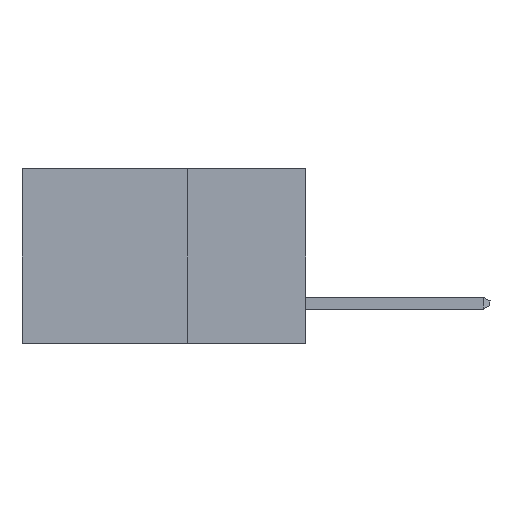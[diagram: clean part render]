
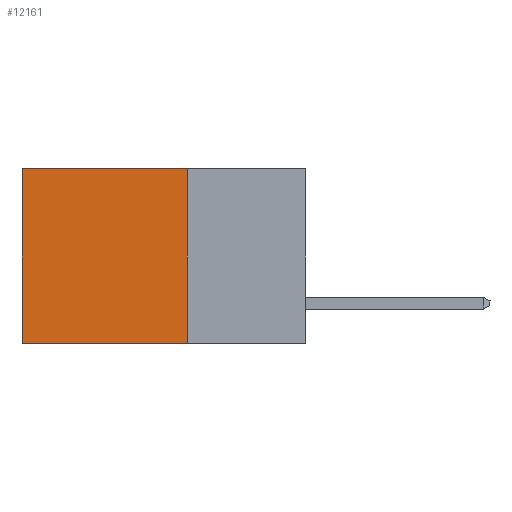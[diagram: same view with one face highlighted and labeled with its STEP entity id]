
A CAD part, left-side view. The second image highlights one B-rep face of the part: STEP entity #12161.
In plain terms, the highlighted planar face has unit normal (-1, 0, 0).
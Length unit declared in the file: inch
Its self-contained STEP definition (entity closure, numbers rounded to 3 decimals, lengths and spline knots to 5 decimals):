
#759 = AXIS2_PLACEMENT_3D ( 'NONE', #1864, #14299, #7557 ) ;
#1732 = CARTESIAN_POINT ( 'NONE',  ( 0.2615, 0.6, -0.37 ) ) ;
#1864 = CARTESIAN_POINT ( 'NONE',  ( 0.2615, 0.25, -0.37 ) ) ;
#1991 = EDGE_CURVE ( 'NONE', #2582, #13094, #14238, .T. ) ;
#2382 = VECTOR ( 'NONE', #10628, 39.37008 ) ;
#2582 = VERTEX_POINT ( 'NONE', #8815 ) ;
#2665 = LINE ( 'NONE', #11548, #6196 ) ;
#2888 = CARTESIAN_POINT ( 'NONE',  ( 0.2615, 0.25, -0.37 ) ) ;
#3301 = VERTEX_POINT ( 'NONE', #8339 ) ;
#3890 = LINE ( 'NONE', #12705, #2382 ) ;
#5142 = ORIENTED_EDGE ( 'NONE', *, *, #11157, .F. ) ;
#6196 = VECTOR ( 'NONE', #7240, 39.37008 ) ;
#6526 = PLANE ( 'NONE',  #759 ) ;
#7240 = DIRECTION ( 'NONE',  ( 0., 1., 0. ) ) ;
#7300 = VERTEX_POINT ( 'NONE', #7645 ) ;
#7557 = DIRECTION ( 'NONE',  ( 0., 0., -1. ) ) ;
#7645 = CARTESIAN_POINT ( 'NONE',  ( 0.2615, 0.25, -0.37 ) ) ;
#7729 = EDGE_CURVE ( 'NONE', #3301, #7300, #11627, .T. ) ;
#7945 = VECTOR ( 'NONE', #10978, 39.37008 ) ;
#8339 = CARTESIAN_POINT ( 'NONE',  ( 0.2615, 0.25, 0. ) ) ;
#8815 = CARTESIAN_POINT ( 'NONE',  ( 0.2615, 0.6, 0. ) ) ;
#9836 = ORIENTED_EDGE ( 'NONE', *, *, #7729, .F. ) ;
#9928 = VECTOR ( 'NONE', #10454, 39.37008 ) ;
#10454 = DIRECTION ( 'NONE',  ( 0., 0., -1. ) ) ;
#10628 = DIRECTION ( 'NONE',  ( 0., 1., 0. ) ) ;
#10978 = DIRECTION ( 'NONE',  ( 0., 0., -1. ) ) ;
#11157 = EDGE_CURVE ( 'NONE', #7300, #13094, #3890, .T. ) ;
#11198 = ORIENTED_EDGE ( 'NONE', *, *, #12342, .T. ) ;
#11215 = CARTESIAN_POINT ( 'NONE',  ( 0.2615, 0.6, -0.37 ) ) ;
#11548 = CARTESIAN_POINT ( 'NONE',  ( 0.2615, 0.25, 0. ) ) ;
#11552 = ORIENTED_EDGE ( 'NONE', *, *, #1991, .T. ) ;
#11627 = LINE ( 'NONE', #2888, #9928 ) ;
#11997 = EDGE_LOOP ( 'NONE', ( #11552, #5142, #9836, #11198 ) ) ;
#12143 = FACE_OUTER_BOUND ( 'NONE', #11997, .T. ) ;
#12161 = ADVANCED_FACE ( 'NONE', ( #12143 ), #6526, .F. ) ;
#12342 = EDGE_CURVE ( 'NONE', #3301, #2582, #2665, .T. ) ;
#12705 = CARTESIAN_POINT ( 'NONE',  ( 0.2615, 0.25, -0.37 ) ) ;
#13094 = VERTEX_POINT ( 'NONE', #11215 ) ;
#14238 = LINE ( 'NONE', #1732, #7945 ) ;
#14299 = DIRECTION ( 'NONE',  ( 1., 0., 0. ) ) ;
